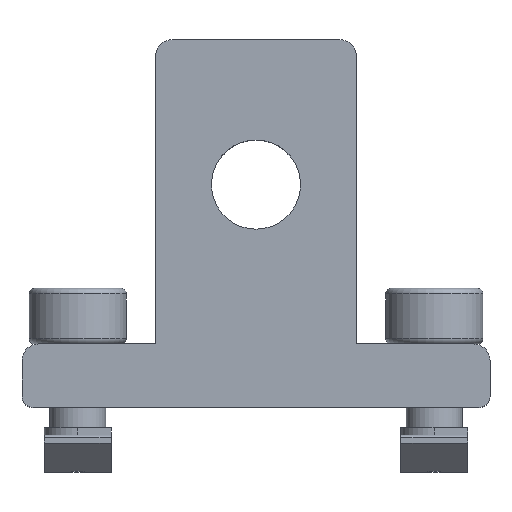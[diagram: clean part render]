
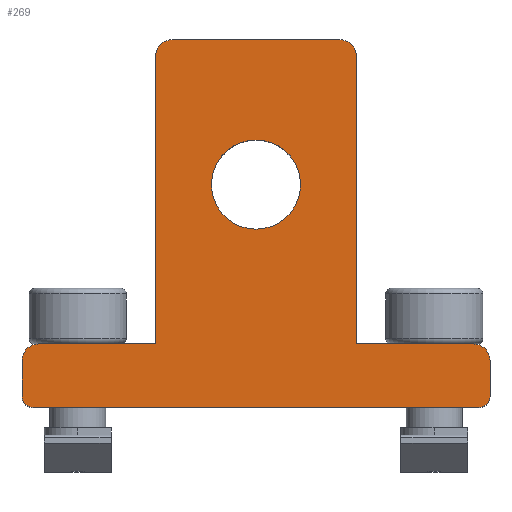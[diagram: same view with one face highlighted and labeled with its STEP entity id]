
A CAD part, top view. The second image highlights one B-rep face of the part: STEP entity #269.
In plain terms, the highlighted planar face has unit normal (0, 0, 1).
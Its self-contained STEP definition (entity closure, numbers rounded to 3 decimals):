
#66 = VERTEX_POINT('',#67);
#67 = CARTESIAN_POINT('',(-21.,4.2,14.));
#73 = EDGE_CURVE('',#66,#74,#76,.T.);
#74 = VERTEX_POINT('',#75);
#75 = CARTESIAN_POINT('',(-21.,1.,14.));
#76 = LINE('',#77,#78);
#77 = CARTESIAN_POINT('',(-21.,5.7,14.));
#78 = VECTOR('',#79,1.);
#79 = DIRECTION('',(0.,-1.,0.));
#225 = VERTEX_POINT('',#226);
#226 = CARTESIAN_POINT('',(-20.,-0.,14.));
#232 = EDGE_CURVE('',#74,#225,#233,.T.);
#233 = CIRCLE('',#234,1.);
#234 = AXIS2_PLACEMENT_3D('',#235,#236,#237);
#235 = CARTESIAN_POINT('',(-20.,1.,14.));
#236 = DIRECTION('',(-0.,0.,1.));
#237 = DIRECTION('',(0.,-1.,0.));
#250 = VERTEX_POINT('',#251);
#251 = CARTESIAN_POINT('',(-19.5,5.7,14.));
#257 = EDGE_CURVE('',#66,#250,#258,.T.);
#258 = CIRCLE('',#259,1.5);
#259 = AXIS2_PLACEMENT_3D('',#260,#261,#262);
#260 = CARTESIAN_POINT('',(-19.5,4.2,14.));
#261 = DIRECTION('',(-0.,-0.,-1.));
#262 = DIRECTION('',(0.,-1.,0.));
#269 = ADVANCED_FACE('',(#270,#365),#376,.T.);
#270 = FACE_BOUND('',#271,.T.);
#271 = EDGE_LOOP('',(#272,#282,#291,#299,#307,#316,#324,#333,#341,#347,
    #348,#349,#350,#358));
#272 = ORIENTED_EDGE('',*,*,#273,.T.);
#273 = EDGE_CURVE('',#274,#276,#278,.T.);
#274 = VERTEX_POINT('',#275);
#275 = CARTESIAN_POINT('',(21.,1.,14.));
#276 = VERTEX_POINT('',#277);
#277 = CARTESIAN_POINT('',(21.,4.2,14.));
#278 = LINE('',#279,#280);
#279 = CARTESIAN_POINT('',(21.,0.,14.));
#280 = VECTOR('',#281,1.);
#281 = DIRECTION('',(0.,1.,0.));
#282 = ORIENTED_EDGE('',*,*,#283,.T.);
#283 = EDGE_CURVE('',#276,#284,#286,.T.);
#284 = VERTEX_POINT('',#285);
#285 = CARTESIAN_POINT('',(19.5,5.7,14.));
#286 = CIRCLE('',#287,1.5);
#287 = AXIS2_PLACEMENT_3D('',#288,#289,#290);
#288 = CARTESIAN_POINT('',(19.5,4.2,14.));
#289 = DIRECTION('',(-0.,0.,1.));
#290 = DIRECTION('',(0.,-1.,0.));
#291 = ORIENTED_EDGE('',*,*,#292,.T.);
#292 = EDGE_CURVE('',#284,#293,#295,.T.);
#293 = VERTEX_POINT('',#294);
#294 = CARTESIAN_POINT('',(9.,5.7,14.));
#295 = LINE('',#296,#297);
#296 = CARTESIAN_POINT('',(21.,5.7,14.));
#297 = VECTOR('',#298,1.);
#298 = DIRECTION('',(-1.,0.,0.));
#299 = ORIENTED_EDGE('',*,*,#300,.T.);
#300 = EDGE_CURVE('',#293,#301,#303,.T.);
#301 = VERTEX_POINT('',#302);
#302 = CARTESIAN_POINT('',(9.,31.5,14.));
#303 = LINE('',#304,#305);
#304 = CARTESIAN_POINT('',(9.,5.7,14.));
#305 = VECTOR('',#306,1.);
#306 = DIRECTION('',(0.,1.,0.));
#307 = ORIENTED_EDGE('',*,*,#308,.T.);
#308 = EDGE_CURVE('',#301,#309,#311,.T.);
#309 = VERTEX_POINT('',#310);
#310 = CARTESIAN_POINT('',(7.5,33.,14.));
#311 = CIRCLE('',#312,1.5);
#312 = AXIS2_PLACEMENT_3D('',#313,#314,#315);
#313 = CARTESIAN_POINT('',(7.5,31.5,14.));
#314 = DIRECTION('',(-0.,0.,1.));
#315 = DIRECTION('',(0.,-1.,0.));
#316 = ORIENTED_EDGE('',*,*,#317,.T.);
#317 = EDGE_CURVE('',#309,#318,#320,.T.);
#318 = VERTEX_POINT('',#319);
#319 = CARTESIAN_POINT('',(-7.5,33.,14.));
#320 = LINE('',#321,#322);
#321 = CARTESIAN_POINT('',(9.,33.,14.));
#322 = VECTOR('',#323,1.);
#323 = DIRECTION('',(-1.,0.,0.));
#324 = ORIENTED_EDGE('',*,*,#325,.T.);
#325 = EDGE_CURVE('',#318,#326,#328,.T.);
#326 = VERTEX_POINT('',#327);
#327 = CARTESIAN_POINT('',(-9.,31.5,14.));
#328 = CIRCLE('',#329,1.5);
#329 = AXIS2_PLACEMENT_3D('',#330,#331,#332);
#330 = CARTESIAN_POINT('',(-7.5,31.5,14.));
#331 = DIRECTION('',(-0.,0.,1.));
#332 = DIRECTION('',(0.,-1.,0.));
#333 = ORIENTED_EDGE('',*,*,#334,.T.);
#334 = EDGE_CURVE('',#326,#335,#337,.T.);
#335 = VERTEX_POINT('',#336);
#336 = CARTESIAN_POINT('',(-9.,5.7,14.));
#337 = LINE('',#338,#339);
#338 = CARTESIAN_POINT('',(-9.,33.,14.));
#339 = VECTOR('',#340,1.);
#340 = DIRECTION('',(0.,-1.,0.));
#341 = ORIENTED_EDGE('',*,*,#342,.T.);
#342 = EDGE_CURVE('',#335,#250,#343,.T.);
#343 = LINE('',#344,#345);
#344 = CARTESIAN_POINT('',(-9.,5.7,14.));
#345 = VECTOR('',#346,1.);
#346 = DIRECTION('',(-1.,0.,0.));
#347 = ORIENTED_EDGE('',*,*,#257,.F.);
#348 = ORIENTED_EDGE('',*,*,#73,.T.);
#349 = ORIENTED_EDGE('',*,*,#232,.T.);
#350 = ORIENTED_EDGE('',*,*,#351,.T.);
#351 = EDGE_CURVE('',#225,#352,#354,.T.);
#352 = VERTEX_POINT('',#353);
#353 = CARTESIAN_POINT('',(20.,0.,14.));
#354 = LINE('',#355,#356);
#355 = CARTESIAN_POINT('',(-21.,0.,14.));
#356 = VECTOR('',#357,1.);
#357 = DIRECTION('',(1.,0.,0.));
#358 = ORIENTED_EDGE('',*,*,#359,.T.);
#359 = EDGE_CURVE('',#352,#274,#360,.T.);
#360 = CIRCLE('',#361,1.);
#361 = AXIS2_PLACEMENT_3D('',#362,#363,#364);
#362 = CARTESIAN_POINT('',(20.,1.,14.));
#363 = DIRECTION('',(-0.,0.,1.));
#364 = DIRECTION('',(0.,-1.,0.));
#365 = FACE_BOUND('',#366,.T.);
#366 = EDGE_LOOP('',(#367));
#367 = ORIENTED_EDGE('',*,*,#368,.F.);
#368 = EDGE_CURVE('',#369,#369,#371,.T.);
#369 = VERTEX_POINT('',#370);
#370 = CARTESIAN_POINT('',(4.,20.,14.));
#371 = CIRCLE('',#372,4.);
#372 = AXIS2_PLACEMENT_3D('',#373,#374,#375);
#373 = CARTESIAN_POINT('',(0.,20.,14.));
#374 = DIRECTION('',(0.,0.,1.));
#375 = DIRECTION('',(1.,0.,0.));
#376 = PLANE('',#377);
#377 = AXIS2_PLACEMENT_3D('',#378,#379,#380);
#378 = CARTESIAN_POINT('',(0.,12.132,14.));
#379 = DIRECTION('',(0.,0.,1.));
#380 = DIRECTION('',(1.,0.,0.));
